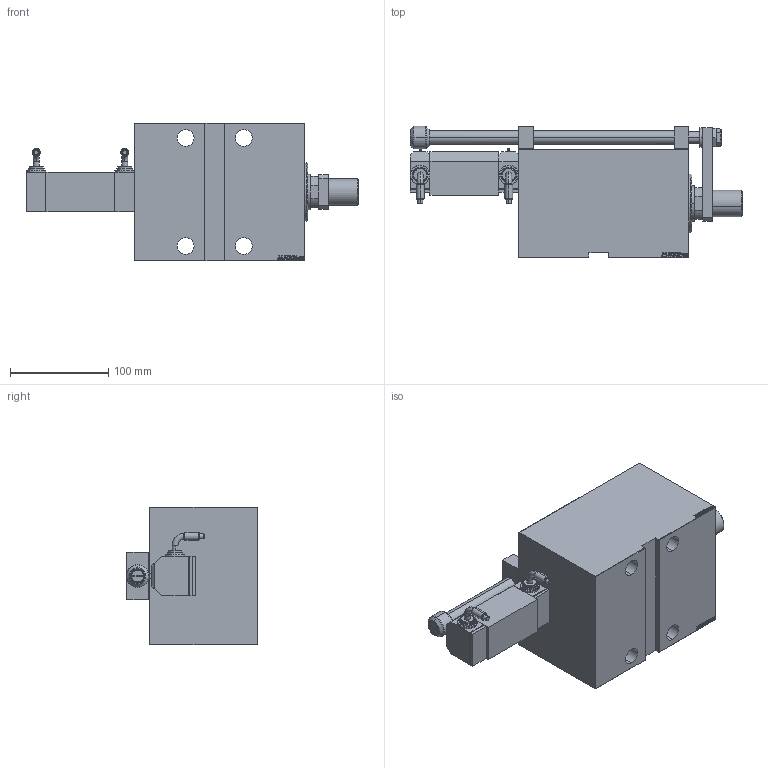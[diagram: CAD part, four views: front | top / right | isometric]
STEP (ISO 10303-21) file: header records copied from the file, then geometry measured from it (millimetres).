
FILE_DESCRIPTION (( 'STEP AP203' ), '1' );
FILE_NAME ('f8f4.STEP', '2022-04-16T19:45:29', ( '' ), ( '' ), 'SwSTEP 2.0', 'SolidWorks 2019', '' );
FILE_SCHEMA (( 'CONFIG_CONTROL_DESIGN' ));
Length unit declared in the file: millimetre
Products named in the file (14): NUT_D19_P 9325afaee1a59c674b565fc3c375b368; SWITCH P 9325afaee1a59c674b565fc3c375b368; NUT_D16 9325afaee1a59c674b565fc3c375b368; ZARAZKA_P 9325afaee1a59c674b565fc3c375b368; V450CM_VC_G 9325afaee1a59c674b565fc3c375b368; V450CM_G_Body 9325afaee1a59c674b565fc3c375b368; V450CM_G_VCP 9325afaee1a59c674b565fc3c375b368; SWITCH DIM W_B 9325afaee1a59c674b565fc3c375b368; TYC_P 9325afaee1a59c674b565fc3c375b368; MIDDLE 9325afaee1a59c674b565fc3c375b368; SWITCH_P_FRONT_BACK 9325afaee1a59c674b565fc3c375b368; f8f4; KROUZEK_PRO_TYC 9325afaee1a59c674b565fc3c375b368; V450CM_MALE_METRIC 9325afaee1a59c674b565fc3c375b368
Assembly tree (15 placements, depth 2):
  f8f4
    V450CM_G_Body 9325afaee1a59c674b565fc3c375b368
    V450CM_G_VCP 9325afaee1a59c674b565fc3c375b368
    V450CM_VC_G 9325afaee1a59c674b565fc3c375b368
    NUT_D16 9325afaee1a59c674b565fc3c375b368
    NUT_D19_P 9325afaee1a59c674b565fc3c375b368
    SWITCH DIM W_B 9325afaee1a59c674b565fc3c375b368
    SWITCH P 9325afaee1a59c674b565fc3c375b368  x2
    SWITCH_P_FRONT_BACK 9325afaee1a59c674b565fc3c375b368  x2
    TYC_P 9325afaee1a59c674b565fc3c375b368
    ZARAZKA_P 9325afaee1a59c674b565fc3c375b368
    KROUZEK_PRO_TYC 9325afaee1a59c674b565fc3c375b368
    MIDDLE 9325afaee1a59c674b565fc3c375b368
    V450CM_MALE_METRIC 9325afaee1a59c674b565fc3c375b368
Bounding box: 337.3 x 133.5 x 140 mm (x, y, z)
Volume: 2376104.8 mm3; surface area: 305783.5 mm2
Topology: 15 solids, 15 shells, 1107 faces, 2758 edges, 1806 vertices
Faces by surface type: plane 526, bspline 384, cylinder 110, cone 53, torus 34
Entity records: 50320 total; most frequent: CARTESIAN_POINT 26533, ORIENTED_EDGE 5156, DIRECTION 3383, EDGE_CURVE 2578, VERTEX_POINT 1693, LINE 1495, VECTOR 1495, EDGE_LOOP 1175
